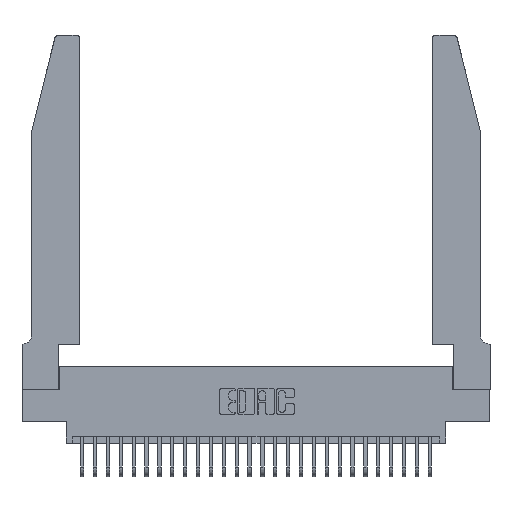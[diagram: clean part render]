
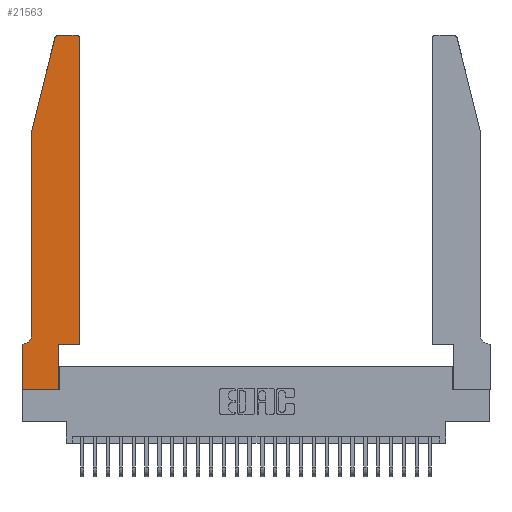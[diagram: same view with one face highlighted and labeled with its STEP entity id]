
A CAD part, top view. The second image highlights one B-rep face of the part: STEP entity #21563.
In plain terms, the highlighted planar face has unit normal (0, 0, 1).
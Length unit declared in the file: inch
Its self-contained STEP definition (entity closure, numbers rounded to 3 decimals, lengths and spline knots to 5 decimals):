
#51 = EDGE_CURVE ( 'NONE', #14299, #15448, #13975, .T. ) ;
#124 = ORIENTED_EDGE ( 'NONE', *, *, #24816, .T. ) ;
#290 = CARTESIAN_POINT ( 'NONE',  ( 0.4505, 2.72, 0.37 ) ) ;
#431 = CARTESIAN_POINT ( 'NONE',  ( 0.25487, 2.72718, 0.37 ) ) ;
#756 = VECTOR ( 'NONE', #26914, 39.37008 ) ;
#812 = ORIENTED_EDGE ( 'NONE', *, *, #20973, .T. ) ;
#966 = VECTOR ( 'NONE', #26017, 39.37008 ) ;
#1044 = VECTOR ( 'NONE', #9490, 39.37008 ) ;
#1727 = LINE ( 'NONE', #9396, #1044 ) ;
#1974 = EDGE_CURVE ( 'NONE', #15448, #16054, #22562, .T. ) ;
#2507 = ORIENTED_EDGE ( 'NONE', *, *, #27164, .T. ) ;
#2534 = CARTESIAN_POINT ( 'NONE',  ( 0.284, 2.72, 0.37 ) ) ;
#2777 = LINE ( 'NONE', #25331, #13715 ) ;
#2898 = CIRCLE ( 'NONE', #27543, 0.03 ) ;
#3025 = CARTESIAN_POINT ( 'NONE',  ( 0.2865, 0., 0.37 ) ) ;
#3446 = DIRECTION ( 'NONE',  ( 0., -1., 0. ) ) ;
#4251 = ORIENTED_EDGE ( 'NONE', *, *, #26132, .T. ) ;
#4601 = EDGE_LOOP ( 'NONE', ( #17707, #9781, #124, #4799, #10918, #812, #6319, #5021, #4251, #2507, #10179, #23826 ) ) ;
#4773 = DIRECTION ( 'NONE',  ( 1., 0., 0. ) ) ;
#4799 = ORIENTED_EDGE ( 'NONE', *, *, #51, .T. ) ;
#4955 = DIRECTION ( 'NONE',  ( -1., 0., 0. ) ) ;
#4987 = DIRECTION ( 'NONE',  ( 1., 0., 0. ) ) ;
#5021 = ORIENTED_EDGE ( 'NONE', *, *, #24004, .T. ) ;
#5551 = CARTESIAN_POINT ( 'NONE',  ( 0.2865, 0.35, 0.37 ) ) ;
#5690 = LINE ( 'NONE', #15811, #15885 ) ;
#5707 = VERTEX_POINT ( 'NONE', #3025 ) ;
#5935 = LINE ( 'NONE', #5551, #756 ) ;
#6319 = ORIENTED_EDGE ( 'NONE', *, *, #20332, .T. ) ;
#6452 = AXIS2_PLACEMENT_3D ( 'NONE', #9960, #8987, #11159 ) ;
#6510 = CARTESIAN_POINT ( 'NONE',  ( 0.0755, 2., 0.37 ) ) ;
#6598 = VECTOR ( 'NONE', #4955, 39.37008 ) ;
#7126 = DIRECTION ( 'NONE',  ( -0.239, -0.971, 0. ) ) ;
#7993 = CARTESIAN_POINT ( 'NONE',  ( 0., 0., 0.37 ) ) ;
#8351 = PLANE ( 'NONE',  #23032 ) ;
#8987 = DIRECTION ( 'NONE',  ( 0., 0., -1. ) ) ;
#9396 = CARTESIAN_POINT ( 'NONE',  ( 0.4505, 0.35, 0.37 ) ) ;
#9490 = DIRECTION ( 'NONE',  ( 1., 0., 0. ) ) ;
#9781 = ORIENTED_EDGE ( 'NONE', *, *, #19469, .T. ) ;
#9890 = EDGE_CURVE ( 'NONE', #26545, #13196, #25294, .T. ) ;
#9960 = CARTESIAN_POINT ( 'NONE',  ( 0.0055, 0.42, 0.37 ) ) ;
#10060 = LINE ( 'NONE', #16405, #25101 ) ;
#10179 = ORIENTED_EDGE ( 'NONE', *, *, #13623, .T. ) ;
#10477 = VERTEX_POINT ( 'NONE', #25618 ) ;
#10533 = DIRECTION ( 'NONE',  ( 1., 0., 0. ) ) ;
#10918 = ORIENTED_EDGE ( 'NONE', *, *, #1974, .T. ) ;
#11083 = CARTESIAN_POINT ( 'NONE',  ( 0.4205, 2.72, 0.37 ) ) ;
#11126 = LINE ( 'NONE', #24246, #27441 ) ;
#11159 = DIRECTION ( 'NONE',  ( -1., 0., 0. ) ) ;
#11705 = CARTESIAN_POINT ( 'NONE',  ( 0.4505, 0.35, 0.37 ) ) ;
#13030 = CARTESIAN_POINT ( 'NONE',  ( 0.284, 2.75, 0.37 ) ) ;
#13196 = VERTEX_POINT ( 'NONE', #27129 ) ;
#13262 = DIRECTION ( 'NONE',  ( 1., 0., 0. ) ) ;
#13623 = EDGE_CURVE ( 'NONE', #19649, #26545, #2777, .T. ) ;
#13715 = VECTOR ( 'NONE', #27424, 39.37008 ) ;
#13781 = VERTEX_POINT ( 'NONE', #13030 ) ;
#13975 = LINE ( 'NONE', #6510, #966 ) ;
#14241 = AXIS2_PLACEMENT_3D ( 'NONE', #11083, #26020, #13262 ) ;
#14299 = VERTEX_POINT ( 'NONE', #15175 ) ;
#14808 = CARTESIAN_POINT ( 'NONE',  ( 0., 0.35, 0.37 ) ) ;
#15175 = CARTESIAN_POINT ( 'NONE',  ( 0.0755, 2., 0.37 ) ) ;
#15229 = VERTEX_POINT ( 'NONE', #20665 ) ;
#15448 = VERTEX_POINT ( 'NONE', #25609 ) ;
#15811 = CARTESIAN_POINT ( 'NONE',  ( 0., 0., 0.37 ) ) ;
#15885 = VECTOR ( 'NONE', #4987, 39.37008 ) ;
#16054 = VERTEX_POINT ( 'NONE', #21267 ) ;
#16405 = CARTESIAN_POINT ( 'NONE',  ( 0., 0., 0.37 ) ) ;
#17442 = LINE ( 'NONE', #22212, #6598 ) ;
#17707 = ORIENTED_EDGE ( 'NONE', *, *, #26609, .T. ) ;
#17744 = DIRECTION ( 'NONE',  ( 0., 0., 1. ) ) ;
#18001 = VERTEX_POINT ( 'NONE', #431 ) ;
#19469 = EDGE_CURVE ( 'NONE', #13781, #18001, #2898, .T. ) ;
#19649 = VERTEX_POINT ( 'NONE', #11705 ) ;
#20332 = EDGE_CURVE ( 'NONE', #15229, #21050, #10060, .T. ) ;
#20664 = CARTESIAN_POINT ( 'NONE',  ( 0.0755, 0.35, 0.37 ) ) ;
#20665 = CARTESIAN_POINT ( 'NONE',  ( 0., 0.35, 0.37 ) ) ;
#20973 = EDGE_CURVE ( 'NONE', #16054, #15229, #27025, .T. ) ;
#21050 = VERTEX_POINT ( 'NONE', #7993 ) ;
#21267 = CARTESIAN_POINT ( 'NONE',  ( 0.0055, 0.35, 0.37 ) ) ;
#21563 = ADVANCED_FACE ( 'NONE', ( #23062 ), #8351, .T. ) ;
#22212 = CARTESIAN_POINT ( 'NONE',  ( 0.2605, 2.75, 0.37 ) ) ;
#22562 = CIRCLE ( 'NONE', #6452, 0.07 ) ;
#22792 = DIRECTION ( 'NONE',  ( -1., 0., 0. ) ) ;
#23032 = AXIS2_PLACEMENT_3D ( 'NONE', #14808, #23410, #10533 ) ;
#23062 = FACE_OUTER_BOUND ( 'NONE', #4601, .T. ) ;
#23410 = DIRECTION ( 'NONE',  ( 0., 0., 1. ) ) ;
#23826 = ORIENTED_EDGE ( 'NONE', *, *, #9890, .T. ) ;
#24004 = EDGE_CURVE ( 'NONE', #21050, #5707, #5690, .T. ) ;
#24246 = CARTESIAN_POINT ( 'NONE',  ( 0.0755, 2., 0.37 ) ) ;
#24816 = EDGE_CURVE ( 'NONE', #18001, #14299, #11126, .T. ) ;
#25101 = VECTOR ( 'NONE', #3446, 39.37008 ) ;
#25294 = CIRCLE ( 'NONE', #14241, 0.03 ) ;
#25331 = CARTESIAN_POINT ( 'NONE',  ( 0.4505, 0.35, 0.37 ) ) ;
#25609 = CARTESIAN_POINT ( 'NONE',  ( 0.0755, 0.42, 0.37 ) ) ;
#25618 = CARTESIAN_POINT ( 'NONE',  ( 0.2865, 0.35, 0.37 ) ) ;
#26017 = DIRECTION ( 'NONE',  ( 0., -1., 0. ) ) ;
#26020 = DIRECTION ( 'NONE',  ( 0., 0., 1. ) ) ;
#26132 = EDGE_CURVE ( 'NONE', #5707, #10477, #5935, .T. ) ;
#26384 = VECTOR ( 'NONE', #22792, 39.37008 ) ;
#26545 = VERTEX_POINT ( 'NONE', #290 ) ;
#26609 = EDGE_CURVE ( 'NONE', #13196, #13781, #17442, .T. ) ;
#26914 = DIRECTION ( 'NONE',  ( 0., 1., 0. ) ) ;
#27025 = LINE ( 'NONE', #20664, #26384 ) ;
#27129 = CARTESIAN_POINT ( 'NONE',  ( 0.4205, 2.75, 0.37 ) ) ;
#27164 = EDGE_CURVE ( 'NONE', #10477, #19649, #1727, .T. ) ;
#27424 = DIRECTION ( 'NONE',  ( 0., 1., 0. ) ) ;
#27441 = VECTOR ( 'NONE', #7126, 39.37008 ) ;
#27543 = AXIS2_PLACEMENT_3D ( 'NONE', #2534, #17744, #4773 ) ;
